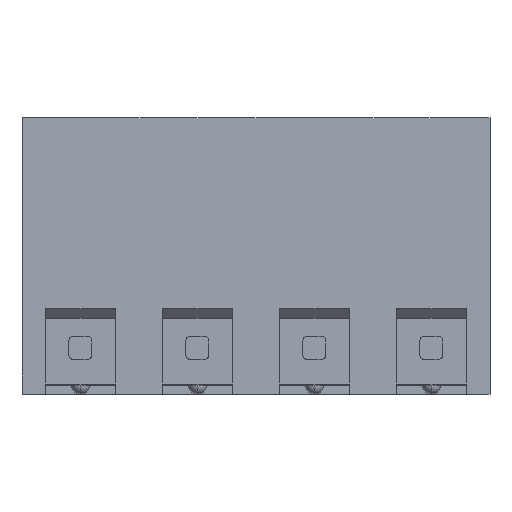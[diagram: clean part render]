
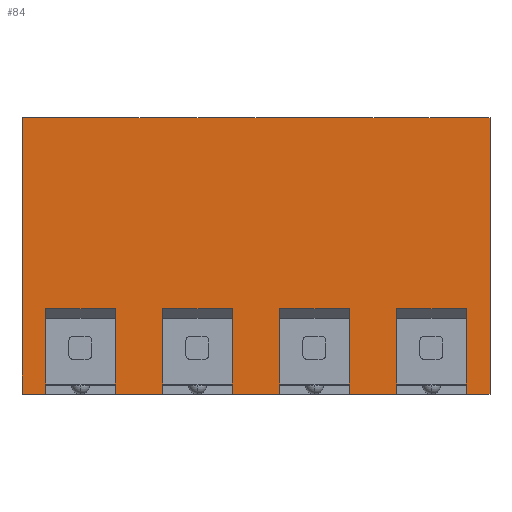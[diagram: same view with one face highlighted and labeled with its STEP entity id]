
A CAD part, top view. The second image highlights one B-rep face of the part: STEP entity #84.
In plain terms, the highlighted planar face has unit normal (0, 0, 1).
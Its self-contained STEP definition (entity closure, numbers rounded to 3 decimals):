
#84=ADVANCED_FACE('',(#362),#363,.T.);
#362=FACE_OUTER_BOUND('',#914,.T.);
#363=PLANE('',#915);
#914=EDGE_LOOP('',(#1511,#1512,#1513,#1514,#1515,#1516,#1517,#1518,#1519,#1520,#1521,#1522,#1523,#1524,#1525,#1526,#1527,#1528,#1529,#1530));
#915=AXIS2_PLACEMENT_3D('',#1531,#1532,#1533);
#1511=ORIENTED_EDGE('',*,*,#3748,.F.);
#1512=ORIENTED_EDGE('',*,*,#3749,.F.);
#1513=ORIENTED_EDGE('',*,*,#3750,.F.);
#1514=ORIENTED_EDGE('',*,*,#3751,.F.);
#1515=ORIENTED_EDGE('',*,*,#3752,.T.);
#1516=ORIENTED_EDGE('',*,*,#3747,.F.);
#1517=ORIENTED_EDGE('',*,*,#3753,.F.);
#1518=ORIENTED_EDGE('',*,*,#3754,.F.);
#1519=ORIENTED_EDGE('',*,*,#3755,.T.);
#1520=ORIENTED_EDGE('',*,*,#3756,.F.);
#1521=ORIENTED_EDGE('',*,*,#3757,.F.);
#1522=ORIENTED_EDGE('',*,*,#3758,.F.);
#1523=ORIENTED_EDGE('',*,*,#3759,.T.);
#1524=ORIENTED_EDGE('',*,*,#3760,.F.);
#1525=ORIENTED_EDGE('',*,*,#3761,.F.);
#1526=ORIENTED_EDGE('',*,*,#3762,.F.);
#1527=ORIENTED_EDGE('',*,*,#3763,.T.);
#1528=ORIENTED_EDGE('',*,*,#3764,.F.);
#1529=ORIENTED_EDGE('',*,*,#3765,.T.);
#1530=ORIENTED_EDGE('',*,*,#3766,.T.);
#1531=CARTESIAN_POINT('',(0.0,12.0,0.0));
#1532=DIRECTION('',(0.0,0.0,1.0));
#1533=DIRECTION('',(1.0,-0.0,0.0));
#3747=EDGE_CURVE('',#4511,#4507,#4513,.T.);
#3748=EDGE_CURVE('',#4514,#4515,#4516,.T.);
#3749=EDGE_CURVE('',#4517,#4514,#4518,.T.);
#3750=EDGE_CURVE('',#4519,#4517,#4520,.T.);
#3751=EDGE_CURVE('',#4521,#4519,#4522,.T.);
#3752=EDGE_CURVE('',#4521,#4507,#4523,.T.);
#3753=EDGE_CURVE('',#4524,#4511,#4525,.T.);
#3754=EDGE_CURVE('',#4526,#4524,#4527,.T.);
#3755=EDGE_CURVE('',#4526,#4528,#4529,.T.);
#3756=EDGE_CURVE('',#4530,#4528,#4531,.T.);
#3757=EDGE_CURVE('',#4532,#4530,#4533,.T.);
#3758=EDGE_CURVE('',#4534,#4532,#4535,.T.);
#3759=EDGE_CURVE('',#4534,#4536,#4537,.T.);
#3760=EDGE_CURVE('',#4538,#4536,#4539,.T.);
#3761=EDGE_CURVE('',#4540,#4538,#4541,.T.);
#3762=EDGE_CURVE('',#4542,#4540,#4543,.T.);
#3763=EDGE_CURVE('',#4542,#4544,#4545,.T.);
#3764=EDGE_CURVE('',#4546,#4544,#4547,.T.);
#3765=EDGE_CURVE('',#4546,#4548,#4549,.T.);
#3766=EDGE_CURVE('',#4548,#4515,#4550,.T.);
#4507=VERTEX_POINT('',#5717);
#4511=VERTEX_POINT('',#5723);
#4513=LINE('',#5726,#5727);
#4514=VERTEX_POINT('',#5728);
#4515=VERTEX_POINT('',#5729);
#4516=LINE('',#5730,#5731);
#4517=VERTEX_POINT('',#5732);
#4518=LINE('',#5733,#5734);
#4519=VERTEX_POINT('',#5735);
#4520=LINE('',#5736,#5737);
#4521=VERTEX_POINT('',#5738);
#4522=LINE('',#5739,#5740);
#4523=LINE('',#5741,#5742);
#4524=VERTEX_POINT('',#5743);
#4525=LINE('',#5744,#5745);
#4526=VERTEX_POINT('',#5746);
#4527=LINE('',#5747,#5748);
#4528=VERTEX_POINT('',#5749);
#4529=LINE('',#5750,#5751);
#4530=VERTEX_POINT('',#5752);
#4531=LINE('',#5753,#5754);
#4532=VERTEX_POINT('',#5755);
#4533=LINE('',#5756,#5757);
#4534=VERTEX_POINT('',#5758);
#4535=LINE('',#5759,#5760);
#4536=VERTEX_POINT('',#5761);
#4537=LINE('',#5762,#5763);
#4538=VERTEX_POINT('',#5764);
#4539=LINE('',#5765,#5766);
#4540=VERTEX_POINT('',#5767);
#4541=LINE('',#5768,#5769);
#4542=VERTEX_POINT('',#5770);
#4543=LINE('',#5771,#5772);
#4544=VERTEX_POINT('',#5773);
#4545=LINE('',#5774,#5775);
#4546=VERTEX_POINT('',#5776);
#4547=LINE('',#5777,#5778);
#4548=VERTEX_POINT('',#5779);
#4549=LINE('',#5780,#5781);
#4550=LINE('',#5782,#5783);
#5717=CARTESIAN_POINT('',(5.04,0.0,0.0));
#5723=CARTESIAN_POINT('',(7.12,0.0,0.0));
#5726=CARTESIAN_POINT('',(7.12,0.0,0.0));
#5727=VECTOR('',#7511,2.08);
#5728=CARTESIAN_POINT('',(1.0,0.0,0.0));
#5729=CARTESIAN_POINT('',(1.0,12.0,0.0));
#5730=CARTESIAN_POINT('',(1.0,0.0,0.0));
#5731=VECTOR('',#7512,12.0);
#5732=CARTESIAN_POINT('',(2.04,0.0,0.0));
#5733=CARTESIAN_POINT('',(2.04,0.0,0.0));
#5734=VECTOR('',#7513,1.04);
#5735=CARTESIAN_POINT('',(2.04,3.7,0.0));
#5736=CARTESIAN_POINT('',(2.04,3.7,0.0));
#5737=VECTOR('',#7514,3.7);
#5738=CARTESIAN_POINT('',(5.04,3.7,0.0));
#5739=CARTESIAN_POINT('',(5.04,3.7,0.0));
#5740=VECTOR('',#7515,3.0);
#5741=CARTESIAN_POINT('',(5.04,3.7,0.0));
#5742=VECTOR('',#7516,3.7);
#5743=CARTESIAN_POINT('',(7.12,3.7,0.0));
#5744=CARTESIAN_POINT('',(7.12,3.7,0.0));
#5745=VECTOR('',#7517,3.7);
#5746=CARTESIAN_POINT('',(10.12,3.7,0.0));
#5747=CARTESIAN_POINT('',(10.12,3.7,0.0));
#5748=VECTOR('',#7518,3.0);
#5749=CARTESIAN_POINT('',(10.12,0.0,0.0));
#5750=CARTESIAN_POINT('',(10.12,3.7,0.0));
#5751=VECTOR('',#7519,3.7);
#5752=CARTESIAN_POINT('',(12.2,0.0,0.0));
#5753=CARTESIAN_POINT('',(12.2,0.0,0.0));
#5754=VECTOR('',#7520,2.08);
#5755=CARTESIAN_POINT('',(12.2,3.7,0.0));
#5756=CARTESIAN_POINT('',(12.2,3.7,0.0));
#5757=VECTOR('',#7521,3.7);
#5758=CARTESIAN_POINT('',(15.2,3.7,0.0));
#5759=CARTESIAN_POINT('',(15.2,3.7,0.0));
#5760=VECTOR('',#7522,3.0);
#5761=CARTESIAN_POINT('',(15.2,0.0,0.0));
#5762=CARTESIAN_POINT('',(15.2,3.7,0.0));
#5763=VECTOR('',#7523,3.7);
#5764=CARTESIAN_POINT('',(17.28,0.0,0.0));
#5765=CARTESIAN_POINT('',(17.28,0.0,0.0));
#5766=VECTOR('',#7524,2.08);
#5767=CARTESIAN_POINT('',(17.28,3.7,0.0));
#5768=CARTESIAN_POINT('',(17.28,3.7,0.0));
#5769=VECTOR('',#7525,3.7);
#5770=CARTESIAN_POINT('',(20.28,3.7,0.0));
#5771=CARTESIAN_POINT('',(20.28,3.7,0.0));
#5772=VECTOR('',#7526,3.0);
#5773=CARTESIAN_POINT('',(20.28,0.0,0.0));
#5774=CARTESIAN_POINT('',(20.28,3.7,0.0));
#5775=VECTOR('',#7527,3.7);
#5776=CARTESIAN_POINT('',(21.32,0.0,0.0));
#5777=CARTESIAN_POINT('',(21.32,0.0,0.0));
#5778=VECTOR('',#7528,1.04);
#5779=CARTESIAN_POINT('',(21.32,12.0,0.0));
#5780=CARTESIAN_POINT('',(21.32,0.0,0.0));
#5781=VECTOR('',#7529,12.0);
#5782=CARTESIAN_POINT('',(21.32,12.0,0.0));
#5783=VECTOR('',#7530,20.32);
#7511=DIRECTION('',(-1.0,0.0,0.0));
#7512=DIRECTION('',(0.0,1.0,0.0));
#7513=DIRECTION('',(-1.0,0.0,0.0));
#7514=DIRECTION('',(0.0,-1.0,0.0));
#7515=DIRECTION('',(-1.0,0.0,0.0));
#7516=DIRECTION('',(0.0,-1.0,0.0));
#7517=DIRECTION('',(0.0,-1.0,0.0));
#7518=DIRECTION('',(-1.0,0.0,0.0));
#7519=DIRECTION('',(0.0,-1.0,0.0));
#7520=DIRECTION('',(-1.0,0.0,0.0));
#7521=DIRECTION('',(0.0,-1.0,0.0));
#7522=DIRECTION('',(-1.0,0.0,0.0));
#7523=DIRECTION('',(0.0,-1.0,0.0));
#7524=DIRECTION('',(-1.0,0.0,0.0));
#7525=DIRECTION('',(0.0,-1.0,0.0));
#7526=DIRECTION('',(-1.0,0.0,0.0));
#7527=DIRECTION('',(0.0,-1.0,0.0));
#7528=DIRECTION('',(-1.0,0.0,0.0));
#7529=DIRECTION('',(0.0,1.0,0.0));
#7530=DIRECTION('',(-1.0,0.0,0.0));
